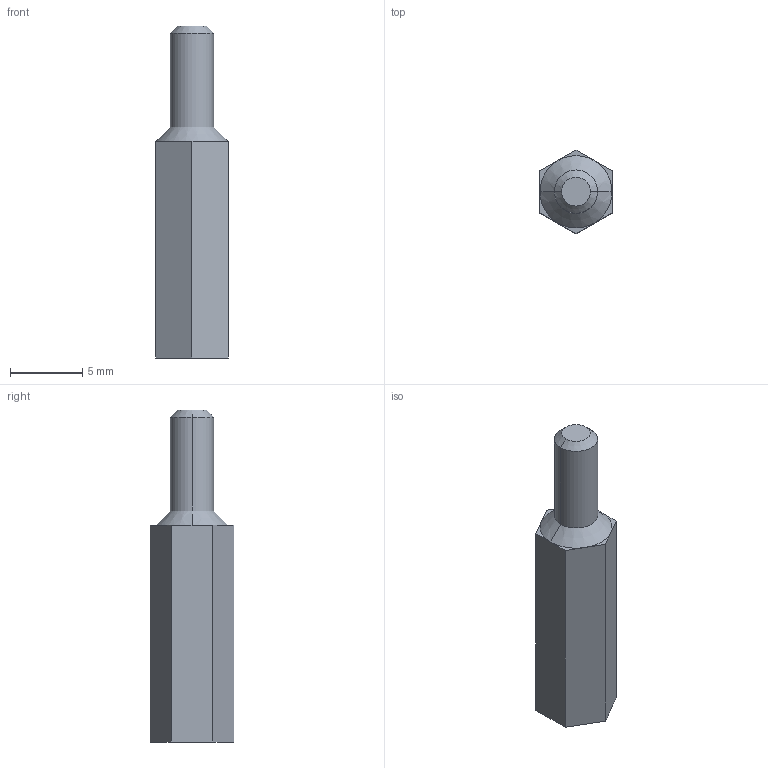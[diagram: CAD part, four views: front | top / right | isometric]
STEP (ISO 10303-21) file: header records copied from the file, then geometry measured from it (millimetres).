
FILE_DESCRIPTION(('STEP AP214'),'1');
FILE_NAME(' ',' ',('TraceParts'),('TraceParts S.A.'),'XStep 1.0',' ',' ');
FILE_SCHEMA(('automotive_design'));
Length unit declared in the file: millimetre
Products named in the file (1): Imported1
Bounding box: 5 x 5.77 x 23 mm (x, y, z)
Volume: 292 mm3; surface area: 494.9 mm2
Topology: 1 solids, 1 shells, 24 faces, 52 edges, 29 vertices
Faces by surface type: plane 14, cone 6, cylinder 4
Entity records: 1238 total; most frequent: DIRECTION 116, STYLED_ITEM 104, PRESENTATION_STYLE_ASSIGNMENT 104, CARTESIAN_POINT 104, COLOUR_RGB 104, ORIENTED_EDGE 100, EDGE_CURVE 50, CURVE_STYLE 50
